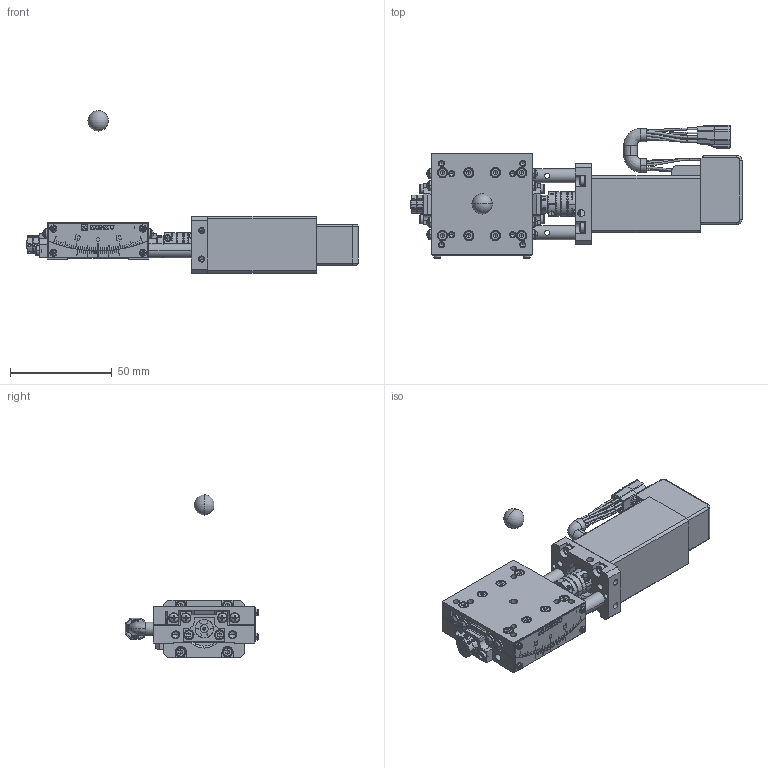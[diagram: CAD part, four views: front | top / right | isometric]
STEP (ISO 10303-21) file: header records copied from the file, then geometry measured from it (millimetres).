
FILE_DESCRIPTION( (''), '2;1');
FILE_NAME ('DR051306-0001-000-00.stp','2019-04-18T19:31:58',(''),(''),'spGate 13.4.4','','');
FILE_SCHEMA (('AUTOMOTIVE_DESIGN'));
Length unit declared in the file: millimetre
Products named in the file (8): Assembly; DR051306-0001-000-00-prt0; DR051306-0001-000-00-prt1; DR051306-0001-000-00-prt2; DR051306-0001-000-00-prt3; DR051306-0001-000-00-prt4; DR051306-0001-000-00-prt5; DR051306-0001-000-00-prt6
Assembly tree (7 placements, depth 2):
  Assembly
    DR051306-0001-000-00-prt0
    DR051306-0001-000-00-prt1
    DR051306-0001-000-00-prt2
    DR051306-0001-000-00-prt3
    DR051306-0001-000-00-prt4
    DR051306-0001-000-00-prt5
    DR051306-0001-000-00-prt6
Bounding box: 163.5 x 65.56 x 80 mm (x, y, z)
Volume: 109427.9 mm3; surface area: 46203.6 mm2
Topology: 7 solids, 7 shells, 2790 faces, 7039 edges, 4342 vertices
Faces by surface type: plane 1463, cylinder 809, bspline 492, sphere 26
Full cylindrical faces by diameter (mm): 2.46 x2, 3 x2
Entity records: 145446 total; most frequent: CARTESIAN_POINT 27302, ORIENTED_EDGE 13730, DIRECTION 12142, COLOUR_RGB 9661, PRESENTATION_STYLE_ASSIGNMENT 9661, STYLED_ITEM 9661, EDGE_CURVE 6865, DRAUGHTING_PRE_DEFINED_CURVE_FONT 6865
